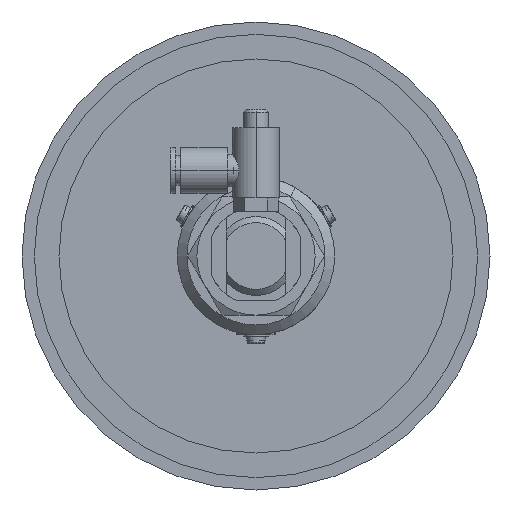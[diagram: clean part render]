
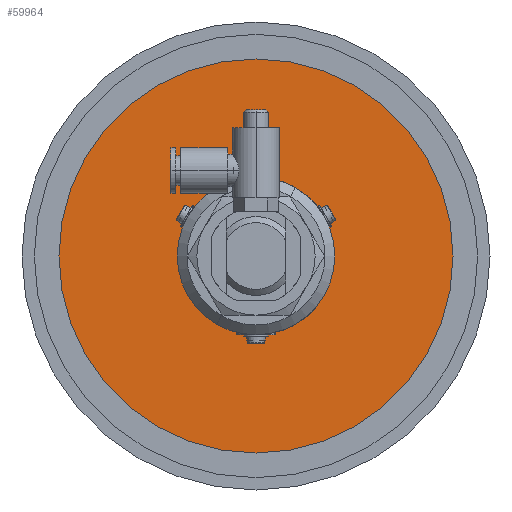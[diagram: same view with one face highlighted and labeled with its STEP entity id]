
A CAD part, front view. The second image highlights one B-rep face of the part: STEP entity #59964.
In plain terms, the highlighted planar face has unit normal (0, -1, 0).
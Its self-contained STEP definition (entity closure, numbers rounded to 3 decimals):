
#2317 = AXIS2_PLACEMENT_3D ( 'NONE', #20471, #57247, #4134 ) ;
#4134 = DIRECTION ( 'NONE',  ( 0., 0., -1. ) ) ;
#5014 = ORIENTED_EDGE ( 'NONE', *, *, #33901, .F. ) ;
#6365 = DIRECTION ( 'NONE',  ( 0., -1., 0. ) ) ;
#6897 = ORIENTED_EDGE ( 'NONE', *, *, #29132, .T. ) ;
#7059 = DIRECTION ( 'NONE',  ( 0., 0., -1. ) ) ;
#7069 = DIRECTION ( 'NONE',  ( 0., 0., -1. ) ) ;
#7292 = CARTESIAN_POINT ( 'NONE',  ( 0., -12., 0. ) ) ;
#7518 = DIRECTION ( 'NONE',  ( 0., -1., 0. ) ) ;
#11031 = AXIS2_PLACEMENT_3D ( 'NONE', #20428, #52136, #30541 ) ;
#12212 = VERTEX_POINT ( 'NONE', #34312 ) ;
#18072 = EDGE_CURVE ( 'NONE', #40019, #12212, #22173, .T. ) ;
#18353 = FACE_BOUND ( 'NONE', #59524, .T. ) ;
#18601 = CARTESIAN_POINT ( 'NONE',  ( 0., -12., -9.5 ) ) ;
#19324 = CIRCLE ( 'NONE', #67802, 40. ) ;
#19796 = ORIENTED_EDGE ( 'NONE', *, *, #18072, .F. ) ;
#20428 = CARTESIAN_POINT ( 'NONE',  ( 0., -12., -40. ) ) ;
#20471 = CARTESIAN_POINT ( 'NONE',  ( 0., -12., 0. ) ) ;
#22173 = CIRCLE ( 'NONE', #2317, 9.5 ) ;
#22908 = DIRECTION ( 'NONE',  ( 0., 0., -1. ) ) ;
#25156 = AXIS2_PLACEMENT_3D ( 'NONE', #64774, #6365, #22908 ) ;
#29132 = EDGE_CURVE ( 'NONE', #52405, #31481, #52376, .T. ) ;
#30541 = DIRECTION ( 'NONE',  ( 0., 0., -1. ) ) ;
#31481 = VERTEX_POINT ( 'NONE', #43609 ) ;
#31624 = EDGE_CURVE ( 'NONE', #31481, #52405, #19324, .T. ) ;
#33901 = EDGE_CURVE ( 'NONE', #12212, #40019, #38311, .T. ) ;
#34312 = CARTESIAN_POINT ( 'NONE',  ( 0., -12., 9.5 ) ) ;
#38190 = AXIS2_PLACEMENT_3D ( 'NONE', #38332, #54620, #7059 ) ;
#38311 = CIRCLE ( 'NONE', #25156, 9.5 ) ;
#38332 = CARTESIAN_POINT ( 'NONE',  ( 0., -12., 0. ) ) ;
#40019 = VERTEX_POINT ( 'NONE', #18601 ) ;
#41570 = PLANE ( 'NONE',  #11031 ) ;
#42681 = ORIENTED_EDGE ( 'NONE', *, *, #31624, .T. ) ;
#43609 = CARTESIAN_POINT ( 'NONE',  ( 0., -12., 40. ) ) ;
#52136 = DIRECTION ( 'NONE',  ( 0., -1., 0. ) ) ;
#52376 = CIRCLE ( 'NONE', #38190, 40. ) ;
#52405 = VERTEX_POINT ( 'NONE', #60836 ) ;
#54620 = DIRECTION ( 'NONE',  ( 0., -1., 0. ) ) ;
#57247 = DIRECTION ( 'NONE',  ( 0., -1., 0. ) ) ;
#59524 = EDGE_LOOP ( 'NONE', ( #19796, #5014 ) ) ;
#59868 = EDGE_LOOP ( 'NONE', ( #6897, #42681 ) ) ;
#59964 = ADVANCED_FACE ( 'NONE', ( #18353, #67707 ), #41570, .T. ) ;
#60836 = CARTESIAN_POINT ( 'NONE',  ( 0., -12., -40. ) ) ;
#64774 = CARTESIAN_POINT ( 'NONE',  ( 0., -12., 0. ) ) ;
#67707 = FACE_OUTER_BOUND ( 'NONE', #59868, .T. ) ;
#67802 = AXIS2_PLACEMENT_3D ( 'NONE', #7292, #7518, #7069 ) ;
